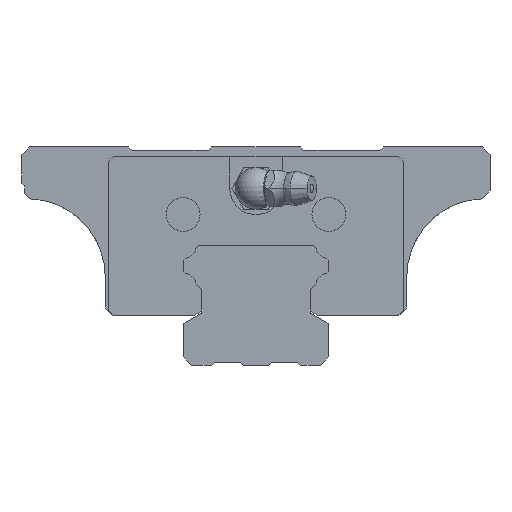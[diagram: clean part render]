
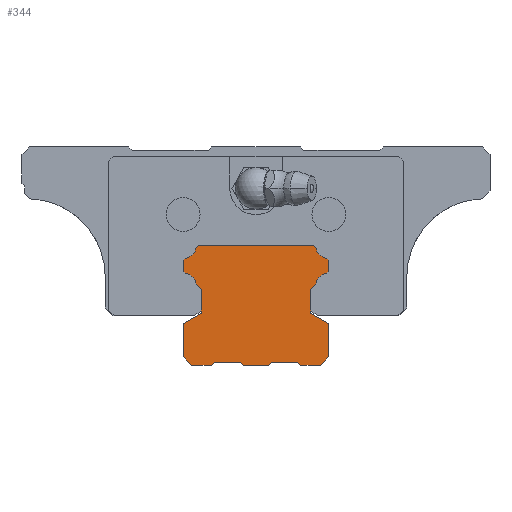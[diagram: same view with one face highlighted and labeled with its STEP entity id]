
A CAD part, front view. The second image highlights one B-rep face of the part: STEP entity #344.
In plain terms, the highlighted planar face has unit normal (0, -1, 0).
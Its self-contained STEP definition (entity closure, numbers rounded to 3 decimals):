
#344=ADVANCED_FACE('',(#762),#763,.T.);
#762=FACE_OUTER_BOUND('',#1310,.T.);
#763=PLANE('',#1311);
#1310=EDGE_LOOP('',(#2855,#2856,#2857,#2858,#2859,#2860,#2861,#2862,#2863,#2864,#2865,#2866,#2867,#2868,#2869,#2870,#2871,#2872,#2873,#2874,#2875,#2876,#2877,#2878,#2879,#2880,#2881,#2882,#2883,#2884,#2885,#2886));
#1311=AXIS2_PLACEMENT_3D('',#2887,#2888,#2889);
#2855=ORIENTED_EDGE('',*,*,#3830,.T.);
#2856=ORIENTED_EDGE('',*,*,#3831,.T.);
#2857=ORIENTED_EDGE('',*,*,#3832,.F.);
#2858=ORIENTED_EDGE('',*,*,#3833,.T.);
#2859=ORIENTED_EDGE('',*,*,#3834,.T.);
#2860=ORIENTED_EDGE('',*,*,#3822,.T.);
#2861=ORIENTED_EDGE('',*,*,#3835,.F.);
#2862=ORIENTED_EDGE('',*,*,#3836,.T.);
#2863=ORIENTED_EDGE('',*,*,#3837,.F.);
#2864=ORIENTED_EDGE('',*,*,#3838,.T.);
#2865=ORIENTED_EDGE('',*,*,#3839,.T.);
#2866=ORIENTED_EDGE('',*,*,#3840,.F.);
#2867=ORIENTED_EDGE('',*,*,#3841,.T.);
#2868=ORIENTED_EDGE('',*,*,#3842,.T.);
#2869=ORIENTED_EDGE('',*,*,#3843,.F.);
#2870=ORIENTED_EDGE('',*,*,#3826,.F.);
#2871=ORIENTED_EDGE('',*,*,#3844,.T.);
#2872=ORIENTED_EDGE('',*,*,#3845,.F.);
#2873=ORIENTED_EDGE('',*,*,#3846,.F.);
#2874=ORIENTED_EDGE('',*,*,#3847,.F.);
#2875=ORIENTED_EDGE('',*,*,#3848,.F.);
#2876=ORIENTED_EDGE('',*,*,#3849,.T.);
#2877=ORIENTED_EDGE('',*,*,#3850,.T.);
#2878=ORIENTED_EDGE('',*,*,#3851,.F.);
#2879=ORIENTED_EDGE('',*,*,#3852,.T.);
#2880=ORIENTED_EDGE('',*,*,#3853,.F.);
#2881=ORIENTED_EDGE('',*,*,#3854,.F.);
#2882=ORIENTED_EDGE('',*,*,#3855,.F.);
#2883=ORIENTED_EDGE('',*,*,#3856,.F.);
#2884=ORIENTED_EDGE('',*,*,#3857,.F.);
#2885=ORIENTED_EDGE('',*,*,#3858,.T.);
#2886=ORIENTED_EDGE('',*,*,#3859,.F.);
#2887=CARTESIAN_POINT('',(-14.067,-140.0,23.067));
#2888=DIRECTION('',(0.0,-1.0,0.0));
#2889=DIRECTION('',(0.0,0.0,-1.0));
#3822=EDGE_CURVE('',#4768,#4769,#4770,.T.);
#3826=EDGE_CURVE('',#4776,#4777,#4778,.T.);
#3830=EDGE_CURVE('',#4784,#4785,#4786,.T.);
#3831=EDGE_CURVE('',#4785,#4787,#4788,.T.);
#3832=EDGE_CURVE('',#4789,#4787,#4790,.T.);
#3833=EDGE_CURVE('',#4789,#4791,#4792,.T.);
#3834=EDGE_CURVE('',#4791,#4768,#4793,.T.);
#3835=EDGE_CURVE('',#4794,#4769,#4795,.T.);
#3836=EDGE_CURVE('',#4794,#4796,#4797,.T.);
#3837=EDGE_CURVE('',#4798,#4796,#4799,.T.);
#3838=EDGE_CURVE('',#4798,#4800,#4801,.T.);
#3839=EDGE_CURVE('',#4800,#4802,#4803,.T.);
#3840=EDGE_CURVE('',#4804,#4802,#4805,.T.);
#3841=EDGE_CURVE('',#4804,#4806,#4807,.T.);
#3842=EDGE_CURVE('',#4806,#4808,#4809,.T.);
#3843=EDGE_CURVE('',#4777,#4808,#4810,.T.);
#3844=EDGE_CURVE('',#4776,#4811,#4812,.T.);
#3845=EDGE_CURVE('',#4813,#4811,#4814,.T.);
#3846=EDGE_CURVE('',#4815,#4813,#4816,.T.);
#3847=EDGE_CURVE('',#4817,#4815,#4818,.T.);
#3848=EDGE_CURVE('',#4819,#4817,#4820,.T.);
#3849=EDGE_CURVE('',#4819,#4821,#4822,.T.);
#3850=EDGE_CURVE('',#4821,#4823,#4824,.T.);
#3851=EDGE_CURVE('',#4825,#4823,#4826,.T.);
#3852=EDGE_CURVE('',#4825,#4827,#4828,.T.);
#3853=EDGE_CURVE('',#4829,#4827,#4830,.T.);
#3854=EDGE_CURVE('',#4831,#4829,#4832,.T.);
#3855=EDGE_CURVE('',#4833,#4831,#4834,.T.);
#3856=EDGE_CURVE('',#4835,#4833,#4836,.T.);
#3857=EDGE_CURVE('',#4837,#4835,#4838,.T.);
#3858=EDGE_CURVE('',#4837,#4839,#4840,.T.);
#3859=EDGE_CURVE('',#4784,#4839,#4841,.T.);
#4768=VERTEX_POINT('',#6312);
#4769=VERTEX_POINT('',#6313);
#4770=LINE('',#6314,#6315);
#4776=VERTEX_POINT('',#6324);
#4777=VERTEX_POINT('',#6325);
#4778=LINE('',#6326,#6327);
#4784=VERTEX_POINT('',#6336);
#4785=VERTEX_POINT('',#6337);
#4786=LINE('',#6338,#6339);
#4787=VERTEX_POINT('',#6340);
#4788=LINE('',#6341,#6342);
#4789=VERTEX_POINT('',#6343);
#4790=LINE('',#6344,#6345);
#4791=VERTEX_POINT('',#6346);
#4792=LINE('',#6347,#6348);
#4793=LINE('',#6349,#6350);
#4794=VERTEX_POINT('',#6351);
#4795=LINE('',#6352,#6353);
#4796=VERTEX_POINT('',#6354);
#4797=LINE('',#6355,#6356);
#4798=VERTEX_POINT('',#6357);
#4799=LINE('',#6358,#6359);
#4800=VERTEX_POINT('',#6360);
#4801=LINE('',#6361,#6362);
#4802=VERTEX_POINT('',#6363);
#4803=LINE('',#6364,#6365);
#4804=VERTEX_POINT('',#6366);
#4805=LINE('',#6367,#6368);
#4806=VERTEX_POINT('',#6369);
#4807=LINE('',#6370,#6371);
#4808=VERTEX_POINT('',#6372);
#4809=LINE('',#6373,#6374);
#4810=LINE('',#6375,#6376);
#4811=VERTEX_POINT('',#6377);
#4812=LINE('',#6378,#6379);
#4813=VERTEX_POINT('',#6380);
#4814=LINE('',#6381,#6382);
#4815=VERTEX_POINT('',#6383);
#4816=LINE('',#6384,#6385);
#4817=VERTEX_POINT('',#6386);
#4818=CIRCLE('',#6387,2.6);
#4819=VERTEX_POINT('',#6388);
#4820=LINE('',#6389,#6390);
#4821=VERTEX_POINT('',#6391);
#4822=LINE('',#6392,#6393);
#4823=VERTEX_POINT('',#6394);
#4824=LINE('',#6395,#6396);
#4825=VERTEX_POINT('',#6397);
#4826=CIRCLE('',#6398,2.6);
#4827=VERTEX_POINT('',#6399);
#4828=LINE('',#6400,#6401);
#4829=VERTEX_POINT('',#6402);
#4830=LINE('',#6403,#6404);
#4831=VERTEX_POINT('',#6405);
#4832=LINE('',#6406,#6407);
#4833=VERTEX_POINT('',#6408);
#4834=CIRCLE('',#6409,2.6);
#4835=VERTEX_POINT('',#6410);
#4836=LINE('',#6411,#6412);
#4837=VERTEX_POINT('',#6413);
#4838=LINE('',#6414,#6415);
#4839=VERTEX_POINT('',#6416);
#4840=LINE('',#6417,#6418);
#4841=CIRCLE('',#6419,2.6);
#6312=CARTESIAN_POINT('',(-12.4,-140.0,0.0));
#6313=CARTESIAN_POINT('',(-8.6,-140.0,0.0));
#6314=CARTESIAN_POINT('',(-12.4,-140.0,0.0));
#6315=VECTOR('',#7367,1000.0);
#6324=CARTESIAN_POINT('',(14.0,-140.0,8.0));
#6325=CARTESIAN_POINT('',(14.0,-140.0,1.6));
#6326=CARTESIAN_POINT('',(14.0,-140.0,8.0));
#6327=VECTOR('',#7371,1000.0);
#6336=CARTESIAN_POINT('',(-11.512,-140.0,15.612));
#6337=CARTESIAN_POINT('',(-10.5,-140.0,14.601));
#6338=CARTESIAN_POINT('',(-11.512,-140.0,15.612));
#6339=VECTOR('',#7375,1000.0);
#6340=CARTESIAN_POINT('',(-10.5,-140.0,10.021));
#6341=CARTESIAN_POINT('',(-10.5,-140.0,10.367));
#6342=VECTOR('',#7376,1000.0);
#6343=CARTESIAN_POINT('',(-14.0,-140.0,8.0));
#6344=CARTESIAN_POINT('',(-14.0,-140.0,8.0));
#6345=VECTOR('',#7377,1000.0);
#6346=CARTESIAN_POINT('',(-14.0,-140.0,1.6));
#6347=CARTESIAN_POINT('',(-14.0,-140.0,8.0));
#6348=VECTOR('',#7378,1000.0);
#6349=CARTESIAN_POINT('',(-14.0,-140.0,1.6));
#6350=VECTOR('',#7379,1000.0);
#6351=CARTESIAN_POINT('',(-8.0,-140.0,0.6));
#6352=CARTESIAN_POINT('',(-8.0,-140.0,0.6));
#6353=VECTOR('',#7380,1000.0);
#6354=CARTESIAN_POINT('',(-3.0,-140.0,0.6));
#6355=CARTESIAN_POINT('',(-8.0,-140.0,0.6));
#6356=VECTOR('',#7381,1000.0);
#6357=CARTESIAN_POINT('',(-2.4,-140.0,0.0));
#6358=CARTESIAN_POINT('',(-2.4,-140.0,0.0));
#6359=VECTOR('',#7382,1000.0);
#6360=CARTESIAN_POINT('',(2.4,-140.0,0.0));
#6361=CARTESIAN_POINT('',(-2.4,-140.0,0.0));
#6362=VECTOR('',#7383,1000.0);
#6363=CARTESIAN_POINT('',(3.0,-140.0,0.6));
#6364=CARTESIAN_POINT('',(2.4,-140.0,0.0));
#6365=VECTOR('',#7384,1000.0);
#6366=CARTESIAN_POINT('',(8.0,-140.0,0.6));
#6367=CARTESIAN_POINT('',(8.0,-140.0,0.6));
#6368=VECTOR('',#7385,1000.0);
#6369=CARTESIAN_POINT('',(8.6,-140.0,0.0));
#6370=CARTESIAN_POINT('',(8.0,-140.0,0.6));
#6371=VECTOR('',#7386,1000.0);
#6372=CARTESIAN_POINT('',(12.4,-140.0,0.0));
#6373=CARTESIAN_POINT('',(8.6,-140.0,0.0));
#6374=VECTOR('',#7387,1000.0);
#6375=CARTESIAN_POINT('',(14.0,-140.0,1.6));
#6376=VECTOR('',#7388,1000.0);
#6377=CARTESIAN_POINT('',(10.5,-140.0,10.021));
#6378=CARTESIAN_POINT('',(14.0,-140.0,8.0));
#6379=VECTOR('',#7389,1000.0);
#6380=CARTESIAN_POINT('',(10.5,-140.0,14.601));
#6381=CARTESIAN_POINT('',(10.5,-140.0,10.367));
#6382=VECTOR('',#7390,1000.0);
#6383=CARTESIAN_POINT('',(11.512,-140.0,15.612));
#6384=CARTESIAN_POINT('',(11.512,-140.0,15.612));
#6385=VECTOR('',#7391,1000.0);
#6386=CARTESIAN_POINT('',(13.588,-140.0,17.688));
#6387=AXIS2_PLACEMENT_3D('',#7392,#7393,#7394);
#6388=CARTESIAN_POINT('',(13.93,-140.0,18.031));
#6389=CARTESIAN_POINT('',(13.93,-140.0,18.031));
#6390=VECTOR('',#7395,1000.0);
#6391=CARTESIAN_POINT('',(13.93,-140.0,20.169));
#6392=CARTESIAN_POINT('',(13.93,-140.0,18.031));
#6393=VECTOR('',#7396,1000.0);
#6394=CARTESIAN_POINT('',(13.588,-140.0,20.512));
#6395=CARTESIAN_POINT('',(13.93,-140.0,20.169));
#6396=VECTOR('',#7397,1000.0);
#6397=CARTESIAN_POINT('',(11.512,-140.0,22.588));
#6398=AXIS2_PLACEMENT_3D('',#7398,#7399,#7400);
#6399=CARTESIAN_POINT('',(11.099,-140.0,23.0));
#6400=CARTESIAN_POINT('',(11.512,-140.0,22.588));
#6401=VECTOR('',#7401,1000.0);
#6402=CARTESIAN_POINT('',(-11.099,-140.0,23.0));
#6403=CARTESIAN_POINT('',(-14.067,-140.0,23.0));
#6404=VECTOR('',#7402,1000.0);
#6405=CARTESIAN_POINT('',(-11.512,-140.0,22.588));
#6406=CARTESIAN_POINT('',(-11.512,-140.0,22.588));
#6407=VECTOR('',#7403,1000.0);
#6408=CARTESIAN_POINT('',(-13.588,-140.0,20.512));
#6409=AXIS2_PLACEMENT_3D('',#7404,#7405,#7406);
#6410=CARTESIAN_POINT('',(-13.93,-140.0,20.169));
#6411=CARTESIAN_POINT('',(-13.93,-140.0,20.169));
#6412=VECTOR('',#7407,1000.0);
#6413=CARTESIAN_POINT('',(-13.93,-140.0,18.031));
#6414=CARTESIAN_POINT('',(-13.93,-140.0,18.031));
#6415=VECTOR('',#7408,1000.0);
#6416=CARTESIAN_POINT('',(-13.588,-140.0,17.688));
#6417=CARTESIAN_POINT('',(-13.93,-140.0,18.031));
#6418=VECTOR('',#7409,1000.0);
#6419=AXIS2_PLACEMENT_3D('',#7410,#7411,#7412);
#7367=DIRECTION('',(1.0,0.0,0.0));
#7371=DIRECTION('',(0.0,0.0,-1.0));
#7375=DIRECTION('',(0.707,0.0,-0.707));
#7376=DIRECTION('',(0.0,0.0,-1.0));
#7377=DIRECTION('',(0.866,0.0,0.5));
#7378=DIRECTION('',(0.0,0.0,-1.0));
#7379=DIRECTION('',(0.707,0.0,-0.707));
#7380=DIRECTION('',(-0.707,0.0,-0.707));
#7381=DIRECTION('',(1.0,0.0,0.0));
#7382=DIRECTION('',(-0.707,0.0,0.707));
#7383=DIRECTION('',(1.0,0.0,0.0));
#7384=DIRECTION('',(0.707,0.0,0.707));
#7385=DIRECTION('',(-1.0,0.0,0.0));
#7386=DIRECTION('',(0.707,0.0,-0.707));
#7387=DIRECTION('',(1.0,0.0,0.0));
#7388=DIRECTION('',(-0.707,0.0,-0.707));
#7389=DIRECTION('',(-0.866,0.0,0.5));
#7390=DIRECTION('',(0.0,0.0,-1.0));
#7391=DIRECTION('',(-0.707,0.0,-0.707));
#7392=CARTESIAN_POINT('',(14.067,-140.0,15.133));
#7393=DIRECTION('',(0.0,-1.0,0.0));
#7394=DIRECTION('',(1.0,0.0,0.0));
#7395=DIRECTION('',(-0.707,0.0,-0.707));
#7396=DIRECTION('',(0.0,0.0,1.0));
#7397=DIRECTION('',(-0.707,0.0,0.707));
#7398=CARTESIAN_POINT('',(14.067,-140.0,23.067));
#7399=DIRECTION('',(0.0,-1.0,0.0));
#7400=DIRECTION('',(1.0,0.0,0.0));
#7401=DIRECTION('',(-0.707,0.0,0.707));
#7402=DIRECTION('',(1.0,0.0,0.0));
#7403=DIRECTION('',(0.707,0.0,0.707));
#7404=CARTESIAN_POINT('',(-14.067,-140.0,23.067));
#7405=DIRECTION('',(0.0,-1.0,0.0));
#7406=DIRECTION('',(1.0,0.0,0.0));
#7407=DIRECTION('',(0.707,0.0,0.707));
#7408=DIRECTION('',(0.0,0.0,1.0));
#7409=DIRECTION('',(0.707,0.0,-0.707));
#7410=CARTESIAN_POINT('',(-14.067,-140.0,15.133));
#7411=DIRECTION('',(0.0,-1.0,0.0));
#7412=DIRECTION('',(1.0,0.0,0.0));
